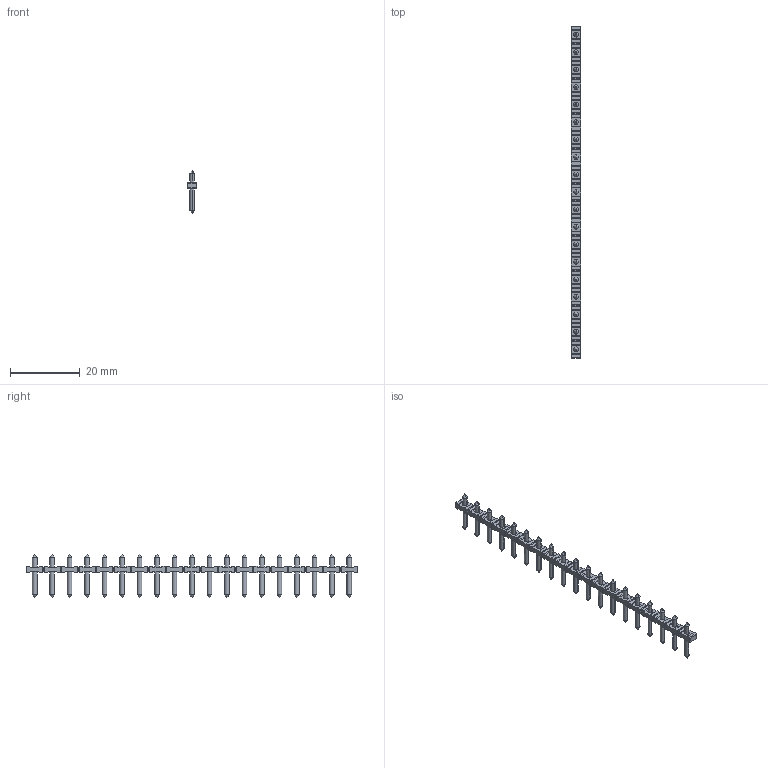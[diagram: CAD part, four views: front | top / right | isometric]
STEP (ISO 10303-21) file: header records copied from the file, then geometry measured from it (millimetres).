
FILE_DESCRIPTION((''),'2;1');
FILE_NAME('PRT0007','2024-09-29T13:35:33',('tluser'),(''),'CREO PARAMETRIC BY PTC INC, 2018100','CREO PARAMETRIC BY PTC INC, 2018100','');
FILE_SCHEMA(('CONFIG_CONTROL_DESIGN'));
Length unit declared in the file: millimetre
Products named in the file (1): PRT0007
Bounding box: 2.8 x 95 x 12.5 mm (x, y, z)
Volume: 659.6 mm3; surface area: 1634.3 mm2
Topology: 1 solids, 1 shells, 614 faces, 1456 edges, 806 vertices
Faces by surface type: plane 462, cylinder 76, cone 76
Entity records: 16458 total; most frequent: CARTESIAN_POINT 2800, DIRECTION 2760, ORIENTED_EDGE 2760, EDGE_CURVE 1380, VECTOR 1228, LINE 1228, VERTEX_POINT 806, AXIS2_PLACEMENT_3D 766
